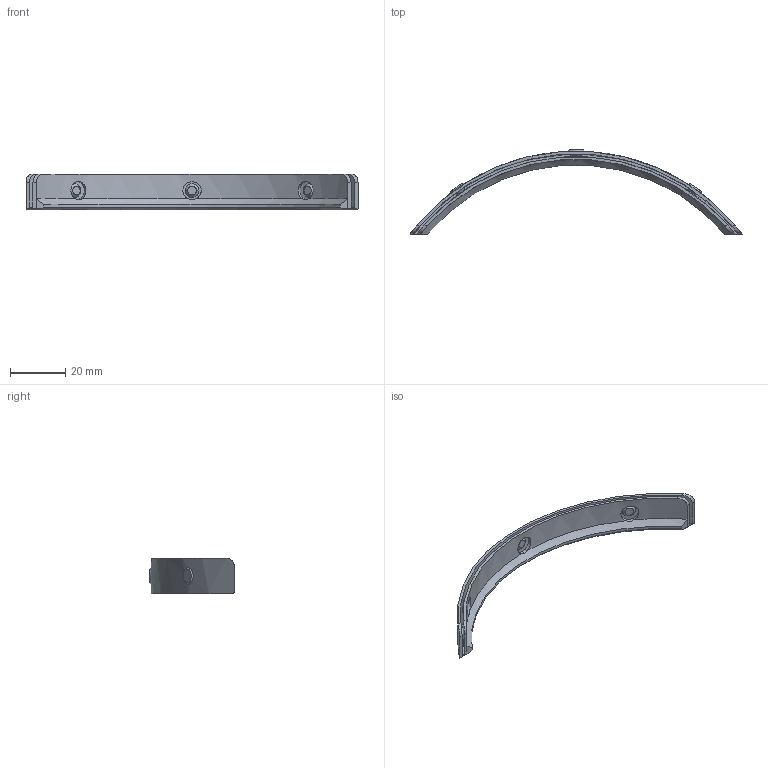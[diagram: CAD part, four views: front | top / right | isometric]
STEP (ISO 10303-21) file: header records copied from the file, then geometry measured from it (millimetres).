
FILE_DESCRIPTION(/* description */ (''),/* implementation_level */ '2;1');
FILE_NAME(/* name */ 'reinforcement.step',/* time_stamp */ '2020-03-18T12:02:30+01:00',/* author */ (''),/* organization */ (''),/* preprocessor_version */ 'ST-DEVELOPER v18',/* originating_system */ 'Autodesk Translation Framework v8.12.0.6',/* authorisation */ '');
FILE_SCHEMA (('AUTOMOTIVE_DESIGN { 1 0 10303 214 3 1 1 }'));
Length unit declared in the file: millimetre
Products named in the file (1): reinforcement
Bounding box: 120.06 x 30.57 x 13 mm (x, y, z)
Volume: 4274.8 mm3; surface area: 7712.6 mm2
Topology: 1 solids, 1 shells, 52 faces, 135 edges, 88 vertices
Faces by surface type: plane 19, bspline 16, cylinder 15, cone 2
Entity records: 3932 total; most frequent: CARTESIAN_POINT 2772, ORIENTED_EDGE 270, DIRECTION 171, EDGE_CURVE 135, VERTEX_POINT 88, AXIS2_PLACEMENT_3D 67, B_SPLINE_CURVE_WITH_KNOTS 62, EDGE_LOOP 61
